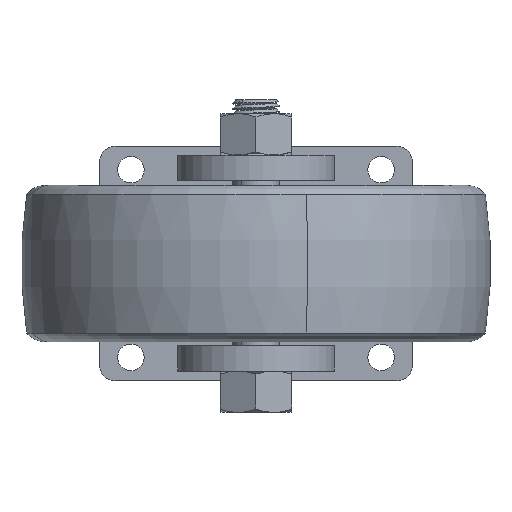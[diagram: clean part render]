
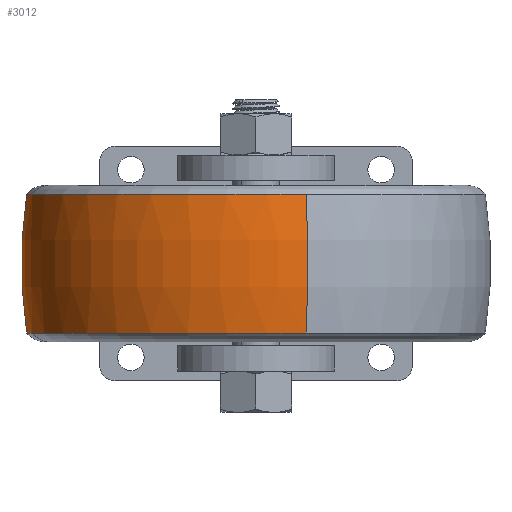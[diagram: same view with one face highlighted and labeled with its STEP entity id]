
A CAD part, front view. The second image highlights one B-rep face of the part: STEP entity #3012.
In plain terms, the highlighted toroidal (fillet/blend) face has major radius 150 mm and minor radius 300 mm.
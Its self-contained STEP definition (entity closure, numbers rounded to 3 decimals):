
#136 = CARTESIAN_POINT ( 'NONE',  ( 0., -260., 44.389 ) ) ;
#233 = EDGE_LOOP ( 'NONE', ( #2002, #5891, #5477, #8510, #5472, #8546 ) ) ;
#486 = CARTESIAN_POINT ( 'NONE',  ( -32.229, -116.886, -44.389 ) ) ;
#590 = CARTESIAN_POINT ( 'NONE',  ( -143.114, -292.229, -44.389 ) ) ;
#1143 = TOROIDAL_SURFACE ( 'NONE', #3380, -150., 300. ) ;
#1301 = AXIS2_PLACEMENT_3D ( 'NONE', #8171, #2380, #5677 ) ;
#1382 = VERTEX_POINT ( 'NONE', #6735 ) ;
#1386 = EDGE_CURVE ( 'NONE', #8727, #1382, #8623, .T. ) ;
#2002 = ORIENTED_EDGE ( 'NONE', *, *, #7825, .F. ) ;
#2030 = EDGE_CURVE ( 'NONE', #1382, #10328, #4362, .T. ) ;
#2380 = DIRECTION ( 'NONE',  ( -0.976, -0.22, 0. ) ) ;
#2467 = CIRCLE ( 'NONE', #3371, 300. ) ;
#3012 = ADVANCED_FACE ( 'NONE', ( #4718 ), #1143, .T. ) ;
#3037 = DIRECTION ( 'NONE',  ( 0., 0., -1. ) ) ;
#3143 = VERTEX_POINT ( 'NONE', #590 ) ;
#3371 = AXIS2_PLACEMENT_3D ( 'NONE', #4975, #3551, #7546 ) ;
#3380 = AXIS2_PLACEMENT_3D ( 'NONE', #7739, #8396, #7034 ) ;
#3551 = DIRECTION ( 'NONE',  ( 0.976, 0.22, 0. ) ) ;
#3639 = AXIS2_PLACEMENT_3D ( 'NONE', #10172, #4541, #7727 ) ;
#3701 = CARTESIAN_POINT ( 'NONE',  ( 32.229, -403.114, -44.389 ) ) ;
#3990 = AXIS2_PLACEMENT_3D ( 'NONE', #9531, #3037, #4745 ) ;
#4362 = CIRCLE ( 'NONE', #7278, 146.698 ) ;
#4541 = DIRECTION ( 'NONE',  ( 0., 0., -1. ) ) ;
#4718 = FACE_OUTER_BOUND ( 'NONE', #233, .T. ) ;
#4729 = AXIS2_PLACEMENT_3D ( 'NONE', #5348, #6985, #6911 ) ;
#4745 = DIRECTION ( 'NONE',  ( -0.976, -0.22, 0. ) ) ;
#4975 = CARTESIAN_POINT ( 'NONE',  ( 32.954, -406.335, 0. ) ) ;
#5071 = EDGE_CURVE ( 'NONE', #10099, #3143, #9413, .T. ) ;
#5089 = DIRECTION ( 'NONE',  ( 0., 0., -1. ) ) ;
#5348 = CARTESIAN_POINT ( 'NONE',  ( 0., -260., 44.389 ) ) ;
#5472 = ORIENTED_EDGE ( 'NONE', *, *, #1386, .T. ) ;
#5477 = ORIENTED_EDGE ( 'NONE', *, *, #5071, .F. ) ;
#5669 = EDGE_CURVE ( 'NONE', #10099, #8727, #5674, .T. ) ;
#5674 = CIRCLE ( 'NONE', #1301, 300. ) ;
#5677 = DIRECTION ( 'NONE',  ( 0.22, -0.976, 0. ) ) ;
#5877 = CARTESIAN_POINT ( 'NONE',  ( 32.229, -403.114, 44.389 ) ) ;
#5891 = ORIENTED_EDGE ( 'NONE', *, *, #8103, .F. ) ;
#6574 = VERTEX_POINT ( 'NONE', #486 ) ;
#6735 = CARTESIAN_POINT ( 'NONE',  ( -143.114, -292.229, 44.389 ) ) ;
#6889 = CARTESIAN_POINT ( 'NONE',  ( -32.229, -116.886, 44.389 ) ) ;
#6911 = DIRECTION ( 'NONE',  ( 0.976, 0.22, 0. ) ) ;
#6985 = DIRECTION ( 'NONE',  ( 0., 0., -1. ) ) ;
#7034 = DIRECTION ( 'NONE',  ( 0.22, -0.976, 0. ) ) ;
#7278 = AXIS2_PLACEMENT_3D ( 'NONE', #136, #5089, #9248 ) ;
#7546 = DIRECTION ( 'NONE',  ( -0.22, 0.976, 0. ) ) ;
#7589 = CIRCLE ( 'NONE', #3990, 146.698 ) ;
#7727 = DIRECTION ( 'NONE',  ( -0.976, -0.22, 0. ) ) ;
#7739 = CARTESIAN_POINT ( 'NONE',  ( 0., -260., 0. ) ) ;
#7825 = EDGE_CURVE ( 'NONE', #6574, #10328, #2467, .T. ) ;
#8103 = EDGE_CURVE ( 'NONE', #3143, #6574, #7589, .T. ) ;
#8171 = CARTESIAN_POINT ( 'NONE',  ( -32.954, -113.665, 0. ) ) ;
#8396 = DIRECTION ( 'NONE',  ( 0., 0., 1. ) ) ;
#8510 = ORIENTED_EDGE ( 'NONE', *, *, #5669, .T. ) ;
#8546 = ORIENTED_EDGE ( 'NONE', *, *, #2030, .T. ) ;
#8623 = CIRCLE ( 'NONE', #4729, 146.698 ) ;
#8727 = VERTEX_POINT ( 'NONE', #5877 ) ;
#9248 = DIRECTION ( 'NONE',  ( 0.976, 0.22, 0. ) ) ;
#9413 = CIRCLE ( 'NONE', #3639, 146.698 ) ;
#9531 = CARTESIAN_POINT ( 'NONE',  ( 0., -260., -44.389 ) ) ;
#10099 = VERTEX_POINT ( 'NONE', #3701 ) ;
#10172 = CARTESIAN_POINT ( 'NONE',  ( 0., -260., -44.389 ) ) ;
#10328 = VERTEX_POINT ( 'NONE', #6889 ) ;
